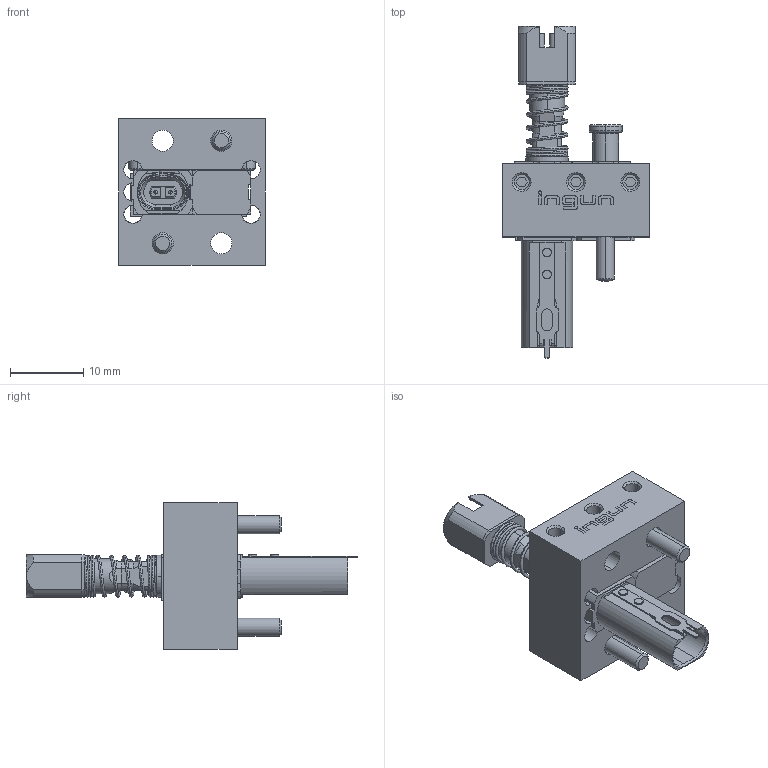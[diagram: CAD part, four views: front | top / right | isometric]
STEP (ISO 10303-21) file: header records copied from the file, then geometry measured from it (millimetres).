
FILE_DESCRIPTION (( 'STEP AP203' ), '1' );
FILE_NAME ('INGUN_BKS-802_HMTD-2-1VS.STEP', '2025-11-20T09:59:04', ( '' ), ( '' ), 'SwSTEP 2.0', 'SolidWorks 2023', '' );
FILE_SCHEMA (( 'CONFIG_CONTROL_DESIGN' ));
Length unit declared in the file: millimetre
Products named in the file (1): INGUN_BKS-802_HMTD-2-1VS
Bounding box: 20 x 45.3 x 20 mm (x, y, z)
Volume: 4239.9 mm3; surface area: 4569.4 mm2
Topology: 1 solids, 1 shells, 560 faces, 1481 edges, 937 vertices
Faces by surface type: plane 279, cylinder 201, cone 64, bspline 6, torus 6, sphere 4
Entity records: 20184 total; most frequent: CARTESIAN_POINT 6075, DIRECTION 2965, ORIENTED_EDGE 2946, EDGE_CURVE 1473, AXIS2_PLACEMENT_3D 1039, VERTEX_POINT 933, VECTOR 887, LINE 887
